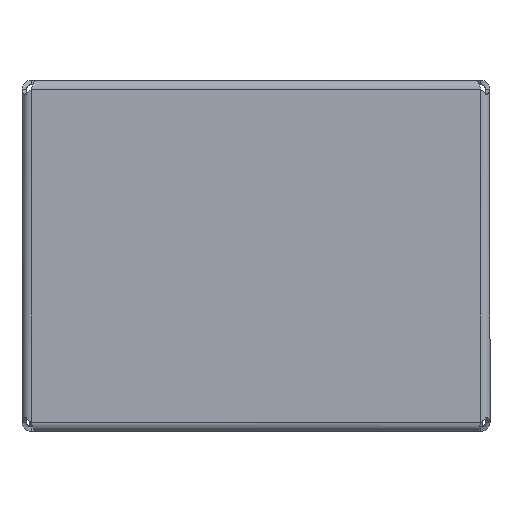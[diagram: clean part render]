
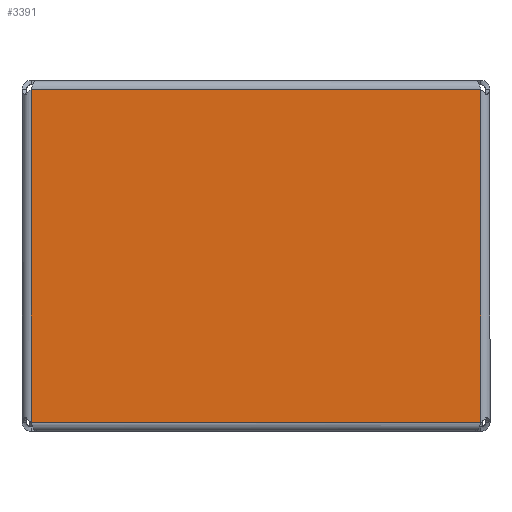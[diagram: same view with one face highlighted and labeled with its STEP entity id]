
A CAD part, front view. The second image highlights one B-rep face of the part: STEP entity #3391.
In plain terms, the highlighted planar face has unit normal (0, -1, 0).
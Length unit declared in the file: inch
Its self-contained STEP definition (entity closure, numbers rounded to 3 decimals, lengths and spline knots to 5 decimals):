
#107 = EDGE_CURVE ( 'NONE', #7007, #3843, #885, .T. ) ;
#277 = LINE ( 'NONE', #6270, #7622 ) ;
#612 = CARTESIAN_POINT ( 'NONE',  ( -3.845, 0., -6.68362 ) ) ;
#694 = PLANE ( 'NONE',  #2661 ) ;
#885 = LINE ( 'NONE', #5799, #7906 ) ;
#911 = EDGE_CURVE ( 'NONE', #3843, #5227, #4920, .T. ) ;
#1010 = CARTESIAN_POINT ( 'NONE',  ( -3.845, 0., -0.99362 ) ) ;
#1295 = DIRECTION ( 'NONE',  ( 0., 0., -1. ) ) ;
#1667 = ORIENTED_EDGE ( 'NONE', *, *, #2317, .T. ) ;
#1760 = VERTEX_POINT ( 'NONE', #612 ) ;
#1943 = DIRECTION ( 'NONE',  ( 0., -1., 0. ) ) ;
#2199 = VECTOR ( 'NONE', #7271, 39.37008 ) ;
#2317 = EDGE_CURVE ( 'NONE', #5227, #1760, #5619, .T. ) ;
#2661 = AXIS2_PLACEMENT_3D ( 'NONE', #6803, #1943, #1295 ) ;
#3391 = ADVANCED_FACE ( 'NONE', ( #5600 ), #694, .T. ) ;
#3398 = EDGE_LOOP ( 'NONE', ( #1667, #5026, #7261, #6864 ) ) ;
#3843 = VERTEX_POINT ( 'NONE', #6573 ) ;
#4126 = EDGE_CURVE ( 'NONE', #1760, #7007, #277, .T. ) ;
#4543 = DIRECTION ( 'NONE',  ( 1., 0., 0. ) ) ;
#4819 = CARTESIAN_POINT ( 'NONE',  ( -3.845, 0., 0. ) ) ;
#4920 = LINE ( 'NONE', #5566, #7947 ) ;
#5026 = ORIENTED_EDGE ( 'NONE', *, *, #4126, .T. ) ;
#5227 = VERTEX_POINT ( 'NONE', #1010 ) ;
#5566 = CARTESIAN_POINT ( 'NONE',  ( -12.97072, 0., -0.99362 ) ) ;
#5600 = FACE_OUTER_BOUND ( 'NONE', #3398, .T. ) ;
#5619 = LINE ( 'NONE', #4819, #2199 ) ;
#5799 = CARTESIAN_POINT ( 'NONE',  ( 3.845, 0., 0. ) ) ;
#5956 = CARTESIAN_POINT ( 'NONE',  ( 3.845, 0., -6.68362 ) ) ;
#6270 = CARTESIAN_POINT ( 'NONE',  ( -12.97072, 0., -6.68362 ) ) ;
#6573 = CARTESIAN_POINT ( 'NONE',  ( 3.845, 0., -0.99362 ) ) ;
#6803 = CARTESIAN_POINT ( 'NONE',  ( -12.97072, 0., 0. ) ) ;
#6848 = DIRECTION ( 'NONE',  ( -1., 0., 0. ) ) ;
#6864 = ORIENTED_EDGE ( 'NONE', *, *, #911, .T. ) ;
#7007 = VERTEX_POINT ( 'NONE', #5956 ) ;
#7040 = DIRECTION ( 'NONE',  ( 0., 0., 1. ) ) ;
#7261 = ORIENTED_EDGE ( 'NONE', *, *, #107, .T. ) ;
#7271 = DIRECTION ( 'NONE',  ( 0., 0., -1. ) ) ;
#7622 = VECTOR ( 'NONE', #4543, 39.37008 ) ;
#7906 = VECTOR ( 'NONE', #7040, 39.37008 ) ;
#7947 = VECTOR ( 'NONE', #6848, 39.37008 ) ;
